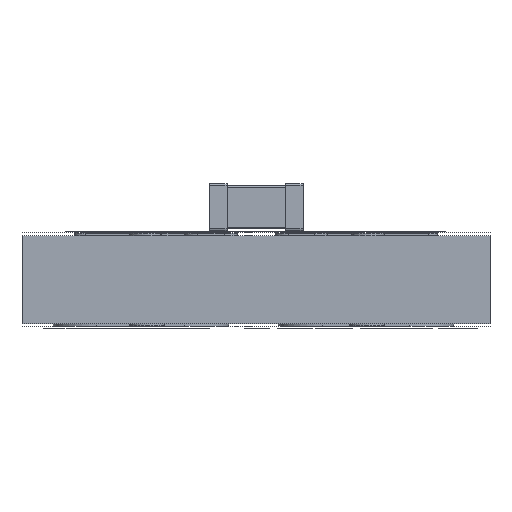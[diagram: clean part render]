
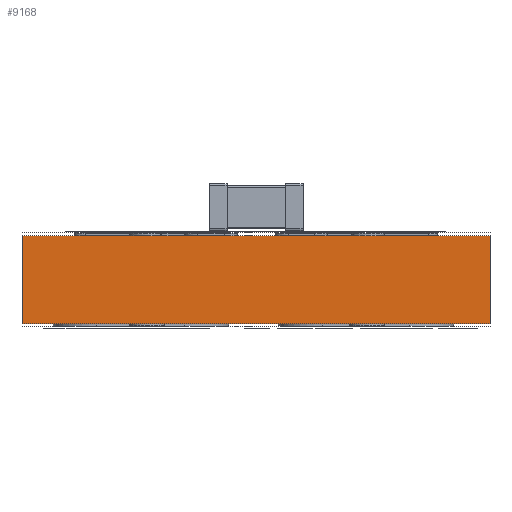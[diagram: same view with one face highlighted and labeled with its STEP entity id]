
A CAD part, front view. The second image highlights one B-rep face of the part: STEP entity #9168.
In plain terms, the highlighted planar face has unit normal (0, -1, 0).
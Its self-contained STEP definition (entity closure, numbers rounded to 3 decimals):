
#9168 = ADVANCED_FACE('',(#9169),#9203,.T.);
#9169 = FACE_BOUND('',#9170,.T.);
#9170 = EDGE_LOOP('',(#9171,#9181,#9189,#9197));
#9171 = ORIENTED_EDGE('',*,*,#9172,.T.);
#9172 = EDGE_CURVE('',#9173,#9175,#9177,.T.);
#9173 = VERTEX_POINT('',#9174);
#9174 = CARTESIAN_POINT('',(160.,-101.,0.));
#9175 = VERTEX_POINT('',#9176);
#9176 = CARTESIAN_POINT('',(160.,-101.,1.51));
#9177 = LINE('',#9178,#9179);
#9178 = CARTESIAN_POINT('',(160.,-101.,0.));
#9179 = VECTOR('',#9180,1.);
#9180 = DIRECTION('',(0.,0.,1.));
#9181 = ORIENTED_EDGE('',*,*,#9182,.T.);
#9182 = EDGE_CURVE('',#9175,#9183,#9185,.T.);
#9183 = VERTEX_POINT('',#9184);
#9184 = CARTESIAN_POINT('',(152.,-101.,1.51));
#9185 = LINE('',#9186,#9187);
#9186 = CARTESIAN_POINT('',(160.,-101.,1.51));
#9187 = VECTOR('',#9188,1.);
#9188 = DIRECTION('',(-1.,0.,0.));
#9189 = ORIENTED_EDGE('',*,*,#9190,.F.);
#9190 = EDGE_CURVE('',#9191,#9183,#9193,.T.);
#9191 = VERTEX_POINT('',#9192);
#9192 = CARTESIAN_POINT('',(152.,-101.,0.));
#9193 = LINE('',#9194,#9195);
#9194 = CARTESIAN_POINT('',(152.,-101.,0.));
#9195 = VECTOR('',#9196,1.);
#9196 = DIRECTION('',(0.,0.,1.));
#9197 = ORIENTED_EDGE('',*,*,#9198,.F.);
#9198 = EDGE_CURVE('',#9173,#9191,#9199,.T.);
#9199 = LINE('',#9200,#9201);
#9200 = CARTESIAN_POINT('',(160.,-101.,0.));
#9201 = VECTOR('',#9202,1.);
#9202 = DIRECTION('',(-1.,0.,0.));
#9203 = PLANE('',#9204);
#9204 = AXIS2_PLACEMENT_3D('',#9205,#9206,#9207);
#9205 = CARTESIAN_POINT('',(160.,-101.,0.));
#9206 = DIRECTION('',(0.,-1.,0.));
#9207 = DIRECTION('',(-1.,0.,0.));
